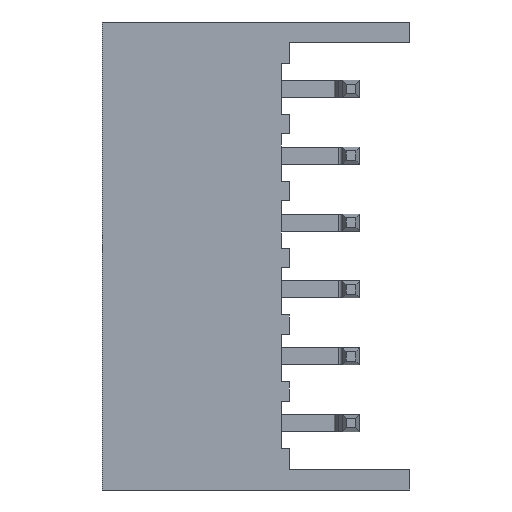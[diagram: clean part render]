
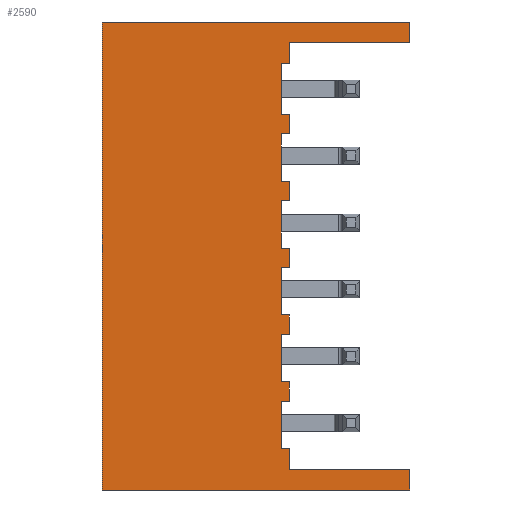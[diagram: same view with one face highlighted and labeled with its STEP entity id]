
A CAD part, front view. The second image highlights one B-rep face of the part: STEP entity #2590.
In plain terms, the highlighted planar face has unit normal (0, -1, 0).
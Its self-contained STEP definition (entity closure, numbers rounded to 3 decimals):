
#18=DIRECTION('',(1.,0.,0.));
#19=VECTOR('',#18,11.5);
#20=CARTESIAN_POINT('',(-5.75,-2.875,-8.75));
#21=LINE('',#20,#19);
#802=DIRECTION('',(1.,0.,0.));
#803=VECTOR('',#802,0.3);
#804=CARTESIAN_POINT('',(0.95,-2.875,-5.435));
#805=LINE('',#804,#803);
#806=DIRECTION('',(0.,0.,-1.));
#807=VECTOR('',#806,1.77);
#808=CARTESIAN_POINT('',(0.95,-2.875,-2.935));
#809=LINE('',#808,#807);
#810=DIRECTION('',(1.,0.,0.));
#811=VECTOR('',#810,0.3);
#812=CARTESIAN_POINT('',(0.95,-2.875,-4.705));
#813=LINE('',#812,#811);
#814=DIRECTION('',(0.,0.,-1.));
#815=VECTOR('',#814,1.765);
#816=CARTESIAN_POINT('',(0.95,-2.875,-5.435));
#817=LINE('',#816,#815);
#818=DIRECTION('',(1.,0.,0.));
#819=VECTOR('',#818,0.3);
#820=CARTESIAN_POINT('',(0.95,-2.875,-7.2));
#821=LINE('',#820,#819);
#822=DIRECTION('',(0.,0.,1.));
#823=VECTOR('',#822,0.8);
#824=CARTESIAN_POINT('',(1.25,-2.875,-8.));
#825=LINE('',#824,#823);
#826=DIRECTION('',(-1.,0.,0.));
#827=VECTOR('',#826,4.5);
#828=CARTESIAN_POINT('',(5.75,-2.875,-8.));
#829=LINE('',#828,#827);
#830=DIRECTION('',(0.,0.,1.));
#831=VECTOR('',#830,17.5);
#832=CARTESIAN_POINT('',(-5.75,-2.875,-8.75));
#833=LINE('',#832,#831);
#834=DIRECTION('',(-1.,0.,0.));
#835=VECTOR('',#834,4.5);
#836=CARTESIAN_POINT('',(5.75,-2.875,8.));
#837=LINE('',#836,#835);
#838=DIRECTION('',(0.,0.,1.));
#839=VECTOR('',#838,0.8);
#840=CARTESIAN_POINT('',(1.25,-2.875,7.2));
#841=LINE('',#840,#839);
#842=DIRECTION('',(1.,0.,0.));
#843=VECTOR('',#842,0.3);
#844=CARTESIAN_POINT('',(0.95,-2.875,7.2));
#845=LINE('',#844,#843);
#846=DIRECTION('',(0.,0.,-1.));
#847=VECTOR('',#846,1.905);
#848=CARTESIAN_POINT('',(0.95,-2.875,7.2));
#849=LINE('',#848,#847);
#850=DIRECTION('',(1.,0.,0.));
#851=VECTOR('',#850,0.3);
#852=CARTESIAN_POINT('',(0.95,-2.875,5.295));
#853=LINE('',#852,#851);
#854=DIRECTION('',(0.,0.,-1.));
#855=VECTOR('',#854,1.77);
#856=CARTESIAN_POINT('',(0.95,-2.875,4.565));
#857=LINE('',#856,#855);
#858=DIRECTION('',(1.,0.,0.));
#859=VECTOR('',#858,0.3);
#860=CARTESIAN_POINT('',(0.95,-2.875,2.795));
#861=LINE('',#860,#859);
#862=DIRECTION('',(0.,0.,-1.));
#863=VECTOR('',#862,1.77);
#864=CARTESIAN_POINT('',(0.95,-2.875,2.065));
#865=LINE('',#864,#863);
#866=DIRECTION('',(1.,0.,0.));
#867=VECTOR('',#866,0.3);
#868=CARTESIAN_POINT('',(0.95,-2.875,0.295));
#869=LINE('',#868,#867);
#870=DIRECTION('',(0.,0.,-1.));
#871=VECTOR('',#870,1.77);
#872=CARTESIAN_POINT('',(0.95,-2.875,-0.435));
#873=LINE('',#872,#871);
#874=DIRECTION('',(1.,0.,0.));
#875=VECTOR('',#874,0.3);
#876=CARTESIAN_POINT('',(0.95,-2.875,-2.205));
#877=LINE('',#876,#875);
#882=DIRECTION('',(0.,0.,-1.));
#883=VECTOR('',#882,0.73);
#884=CARTESIAN_POINT('',(1.25,-2.875,-4.705));
#885=LINE('',#884,#883);
#926=DIRECTION('',(0.,0.,1.));
#927=VECTOR('',#926,0.75);
#928=CARTESIAN_POINT('',(5.75,-2.875,8.));
#929=LINE('',#928,#927);
#934=DIRECTION('',(0.,0.,1.));
#935=VECTOR('',#934,0.75);
#936=CARTESIAN_POINT('',(5.75,-2.875,-8.75));
#937=LINE('',#936,#935);
#962=DIRECTION('',(1.,0.,0.));
#963=VECTOR('',#962,11.5);
#964=CARTESIAN_POINT('',(-5.75,-2.875,8.75));
#965=LINE('',#964,#963);
#998=DIRECTION('',(0.,0.,-1.));
#999=VECTOR('',#998,0.73);
#1000=CARTESIAN_POINT('',(1.25,-2.875,5.295));
#1001=LINE('',#1000,#999);
#1014=DIRECTION('',(1.,0.,0.));
#1015=VECTOR('',#1014,0.3);
#1016=CARTESIAN_POINT('',(0.95,-2.875,4.565));
#1017=LINE('',#1016,#1015);
#1022=DIRECTION('',(0.,0.,-1.));
#1023=VECTOR('',#1022,0.73);
#1024=CARTESIAN_POINT('',(1.25,-2.875,2.795));
#1025=LINE('',#1024,#1023);
#1038=DIRECTION('',(1.,0.,0.));
#1039=VECTOR('',#1038,0.3);
#1040=CARTESIAN_POINT('',(0.95,-2.875,2.065));
#1041=LINE('',#1040,#1039);
#1046=DIRECTION('',(0.,0.,-1.));
#1047=VECTOR('',#1046,0.73);
#1048=CARTESIAN_POINT('',(1.25,-2.875,0.295));
#1049=LINE('',#1048,#1047);
#1062=DIRECTION('',(1.,0.,0.));
#1063=VECTOR('',#1062,0.3);
#1064=CARTESIAN_POINT('',(0.95,-2.875,-0.435));
#1065=LINE('',#1064,#1063);
#1070=DIRECTION('',(0.,0.,-1.));
#1071=VECTOR('',#1070,0.73);
#1072=CARTESIAN_POINT('',(1.25,-2.875,-2.205));
#1073=LINE('',#1072,#1071);
#1086=DIRECTION('',(1.,0.,0.));
#1087=VECTOR('',#1086,0.3);
#1088=CARTESIAN_POINT('',(0.95,-2.875,-2.935));
#1089=LINE('',#1088,#1087);
#1218=CARTESIAN_POINT('',(-5.75,-2.875,-8.75));
#1219=CARTESIAN_POINT('',(5.75,-2.875,-8.75));
#1220=VERTEX_POINT('',#1218);
#1221=VERTEX_POINT('',#1219);
#1228=CARTESIAN_POINT('',(-5.75,-2.875,8.75));
#1229=CARTESIAN_POINT('',(5.75,-2.875,8.75));
#1230=VERTEX_POINT('',#1228);
#1231=VERTEX_POINT('',#1229);
#1242=CARTESIAN_POINT('',(5.75,-2.875,8.));
#1243=CARTESIAN_POINT('',(1.25,-2.875,8.));
#1244=VERTEX_POINT('',#1242);
#1245=VERTEX_POINT('',#1243);
#1246=CARTESIAN_POINT('',(5.75,-2.875,-8.));
#1247=CARTESIAN_POINT('',(1.25,-2.875,-8.));
#1248=VERTEX_POINT('',#1246);
#1249=VERTEX_POINT('',#1247);
#1258=CARTESIAN_POINT('',(0.95,-2.875,7.2));
#1259=CARTESIAN_POINT('',(1.25,-2.875,7.2));
#1260=VERTEX_POINT('',#1258);
#1261=VERTEX_POINT('',#1259);
#1262=CARTESIAN_POINT('',(0.95,-2.875,-7.2));
#1263=CARTESIAN_POINT('',(1.25,-2.875,-7.2));
#1264=VERTEX_POINT('',#1262);
#1265=VERTEX_POINT('',#1263);
#1402=CARTESIAN_POINT('',(0.95,-2.875,5.295));
#1403=VERTEX_POINT('',#1402);
#1498=CARTESIAN_POINT('',(1.25,-2.875,5.295));
#1499=CARTESIAN_POINT('',(1.25,-2.875,4.565));
#1500=VERTEX_POINT('',#1498);
#1501=VERTEX_POINT('',#1499);
#1506=CARTESIAN_POINT('',(0.95,-2.875,4.565));
#1508=VERTEX_POINT('',#1506);
#1510=CARTESIAN_POINT('',(1.25,-2.875,2.795));
#1511=CARTESIAN_POINT('',(1.25,-2.875,2.065));
#1512=VERTEX_POINT('',#1510);
#1513=VERTEX_POINT('',#1511);
#1518=CARTESIAN_POINT('',(0.95,-2.875,2.065));
#1520=VERTEX_POINT('',#1518);
#1522=CARTESIAN_POINT('',(0.95,-2.875,2.795));
#1524=VERTEX_POINT('',#1522);
#1526=CARTESIAN_POINT('',(1.25,-2.875,0.295));
#1527=CARTESIAN_POINT('',(1.25,-2.875,-0.435));
#1528=VERTEX_POINT('',#1526);
#1529=VERTEX_POINT('',#1527);
#1534=CARTESIAN_POINT('',(0.95,-2.875,-0.435));
#1536=VERTEX_POINT('',#1534);
#1538=CARTESIAN_POINT('',(0.95,-2.875,0.295));
#1540=VERTEX_POINT('',#1538);
#1566=CARTESIAN_POINT('',(1.25,-2.875,-2.205));
#1567=CARTESIAN_POINT('',(1.25,-2.875,-2.935));
#1568=VERTEX_POINT('',#1566);
#1569=VERTEX_POINT('',#1567);
#1574=CARTESIAN_POINT('',(0.95,-2.875,-2.935));
#1576=VERTEX_POINT('',#1574);
#1578=CARTESIAN_POINT('',(0.95,-2.875,-2.205));
#1580=VERTEX_POINT('',#1578);
#1606=CARTESIAN_POINT('',(1.25,-2.875,-4.705));
#1607=CARTESIAN_POINT('',(1.25,-2.875,-5.435));
#1608=VERTEX_POINT('',#1606);
#1609=VERTEX_POINT('',#1607);
#1614=CARTESIAN_POINT('',(0.95,-2.875,-5.435));
#1616=VERTEX_POINT('',#1614);
#1618=CARTESIAN_POINT('',(0.95,-2.875,-4.705));
#1620=VERTEX_POINT('',#1618);
#2528=CARTESIAN_POINT('',(-5.75,-2.875,-8.75));
#2529=DIRECTION('',(0.,-1.,0.));
#2530=DIRECTION('',(1.,0.,0.));
#2531=AXIS2_PLACEMENT_3D('',#2528,#2529,#2530);
#2532=PLANE('',#2531);
#2533=ORIENTED_EDGE('',*,*,#1923,.T.);
#2535=ORIENTED_EDGE('',*,*,#2534,.T.);
#2537=ORIENTED_EDGE('',*,*,#2536,.T.);
#2538=ORIENTED_EDGE('',*,*,#2520,.F.);
#2539=ORIENTED_EDGE('',*,*,#1902,.T.);
#2541=ORIENTED_EDGE('',*,*,#2540,.T.);
#2543=ORIENTED_EDGE('',*,*,#2542,.F.);
#2545=ORIENTED_EDGE('',*,*,#2544,.F.);
#2547=ORIENTED_EDGE('',*,*,#2546,.F.);
#2548=ORIENTED_EDGE('',*,*,#1635,.F.);
#2549=ORIENTED_EDGE('',*,*,#2269,.T.);
#2551=ORIENTED_EDGE('',*,*,#2550,.T.);
#2553=ORIENTED_EDGE('',*,*,#2552,.F.);
#2555=ORIENTED_EDGE('',*,*,#2554,.T.);
#2557=ORIENTED_EDGE('',*,*,#2556,.F.);
#2559=ORIENTED_EDGE('',*,*,#2558,.F.);
#2560=ORIENTED_EDGE('',*,*,#1792,.T.);
#2562=ORIENTED_EDGE('',*,*,#2561,.T.);
#2564=ORIENTED_EDGE('',*,*,#2563,.T.);
#2566=ORIENTED_EDGE('',*,*,#2565,.F.);
#2567=ORIENTED_EDGE('',*,*,#1820,.T.);
#2569=ORIENTED_EDGE('',*,*,#2568,.T.);
#2571=ORIENTED_EDGE('',*,*,#2570,.T.);
#2573=ORIENTED_EDGE('',*,*,#2572,.F.);
#2574=ORIENTED_EDGE('',*,*,#1846,.T.);
#2576=ORIENTED_EDGE('',*,*,#2575,.T.);
#2578=ORIENTED_EDGE('',*,*,#2577,.T.);
#2580=ORIENTED_EDGE('',*,*,#2579,.F.);
#2581=ORIENTED_EDGE('',*,*,#1872,.T.);
#2583=ORIENTED_EDGE('',*,*,#2582,.T.);
#2585=ORIENTED_EDGE('',*,*,#2584,.T.);
#2587=ORIENTED_EDGE('',*,*,#2586,.F.);
#2588=EDGE_LOOP('',(#2533,#2535,#2537,#2538,#2539,#2541,#2543,#2545,#2547,#2548,
#2549,#2551,#2553,#2555,#2557,#2559,#2560,#2562,#2564,#2566,#2567,#2569,#2571,
#2573,#2574,#2576,#2578,#2580,#2581,#2583,#2585,#2587));
#2589=FACE_OUTER_BOUND('',#2588,.F.);
#2590=ADVANCED_FACE('',(#2589),#2532,.T.);
#1635=EDGE_CURVE('',#1220,#1221,#21,.T.);
#1792=EDGE_CURVE('',#1260,#1403,#849,.T.);
#1820=EDGE_CURVE('',#1508,#1524,#857,.T.);
#1846=EDGE_CURVE('',#1520,#1540,#865,.T.);
#1872=EDGE_CURVE('',#1536,#1580,#873,.T.);
#1902=EDGE_CURVE('',#1616,#1264,#817,.T.);
#1923=EDGE_CURVE('',#1576,#1620,#809,.T.);
#2269=EDGE_CURVE('',#1220,#1230,#833,.T.);
#2520=EDGE_CURVE('',#1616,#1609,#805,.T.);
#2534=EDGE_CURVE('',#1620,#1608,#813,.T.);
#2536=EDGE_CURVE('',#1608,#1609,#885,.T.);
#2540=EDGE_CURVE('',#1264,#1265,#821,.T.);
#2542=EDGE_CURVE('',#1249,#1265,#825,.T.);
#2544=EDGE_CURVE('',#1248,#1249,#829,.T.);
#2546=EDGE_CURVE('',#1221,#1248,#937,.T.);
#2550=EDGE_CURVE('',#1230,#1231,#965,.T.);
#2552=EDGE_CURVE('',#1244,#1231,#929,.T.);
#2554=EDGE_CURVE('',#1244,#1245,#837,.T.);
#2556=EDGE_CURVE('',#1261,#1245,#841,.T.);
#2558=EDGE_CURVE('',#1260,#1261,#845,.T.);
#2561=EDGE_CURVE('',#1403,#1500,#853,.T.);
#2563=EDGE_CURVE('',#1500,#1501,#1001,.T.);
#2565=EDGE_CURVE('',#1508,#1501,#1017,.T.);
#2568=EDGE_CURVE('',#1524,#1512,#861,.T.);
#2570=EDGE_CURVE('',#1512,#1513,#1025,.T.);
#2572=EDGE_CURVE('',#1520,#1513,#1041,.T.);
#2575=EDGE_CURVE('',#1540,#1528,#869,.T.);
#2577=EDGE_CURVE('',#1528,#1529,#1049,.T.);
#2579=EDGE_CURVE('',#1536,#1529,#1065,.T.);
#2582=EDGE_CURVE('',#1580,#1568,#877,.T.);
#2584=EDGE_CURVE('',#1568,#1569,#1073,.T.);
#2586=EDGE_CURVE('',#1576,#1569,#1089,.T.);
